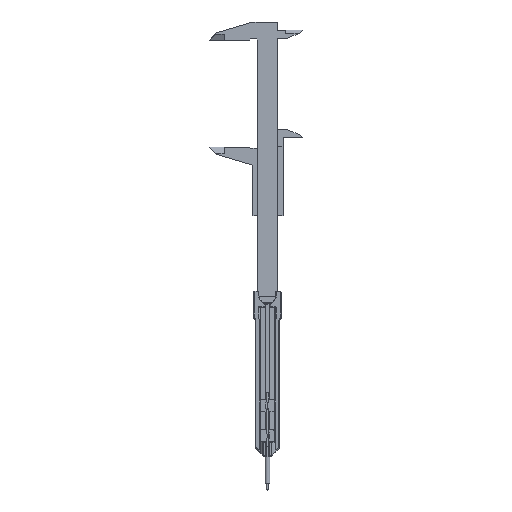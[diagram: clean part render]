
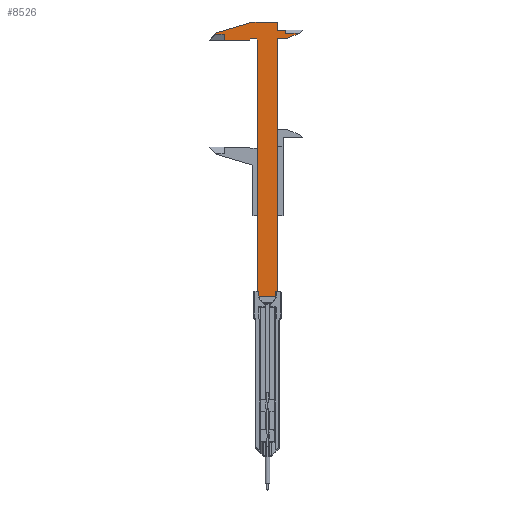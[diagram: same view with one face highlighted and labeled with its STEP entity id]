
A CAD part, top view. The second image highlights one B-rep face of the part: STEP entity #8526.
In plain terms, the highlighted planar face has unit normal (0, 0, 1).
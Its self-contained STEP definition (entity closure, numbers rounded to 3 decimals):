
#29=FACE_BOUND('',#1447,.T.);
#522=CIRCLE('',#9296,0.2);
#524=CIRCLE('',#9300,0.2);
#525=CIRCLE('',#9301,0.2);
#526=CIRCLE('',#9302,0.2);
#527=CIRCLE('',#9303,0.2);
#528=CIRCLE('',#9304,0.2);
#970=FACE_OUTER_BOUND('',#1446,.T.);
#1446=EDGE_LOOP('',(#7412,#7413,#7414,#7415,#7416,#7417,#7418,#7419,#7420,
#7421,#7422,#7423,#7424,#7425,#7426,#7427,#7428,#7429,#7430,#7431));
#1447=EDGE_LOOP('',(#7432,#7433,#7434,#7435,#7436,#7437,#7438,#7439));
#2259=LINE('',#14684,#3115);
#2266=LINE('',#14698,#3122);
#2267=LINE('',#14700,#3123);
#2268=LINE('',#14702,#3124);
#2269=LINE('',#14704,#3125);
#2270=LINE('',#14706,#3126);
#2271=LINE('',#14708,#3127);
#2272=LINE('',#14710,#3128);
#2273=LINE('',#14712,#3129);
#2274=LINE('',#14714,#3130);
#2275=LINE('',#14716,#3131);
#2276=LINE('',#14718,#3132);
#2277=LINE('',#14720,#3133);
#2278=LINE('',#14722,#3134);
#2279=LINE('',#14724,#3135);
#2280=LINE('',#14726,#3136);
#2281=LINE('',#14728,#3137);
#2282=LINE('',#14730,#3138);
#2283=LINE('',#14734,#3139);
#2284=LINE('',#14738,#3140);
#2285=LINE('',#14742,#3141);
#2286=LINE('',#14746,#3142);
#3115=VECTOR('',#11393,10.);
#3122=VECTOR('',#11402,10.);
#3123=VECTOR('',#11403,10.);
#3124=VECTOR('',#11404,10.);
#3125=VECTOR('',#11405,10.);
#3126=VECTOR('',#11406,10.);
#3127=VECTOR('',#11407,10.);
#3128=VECTOR('',#11408,10.);
#3129=VECTOR('',#11409,10.);
#3130=VECTOR('',#11410,10.);
#3131=VECTOR('',#11411,10.);
#3132=VECTOR('',#11412,10.);
#3133=VECTOR('',#11413,10.);
#3134=VECTOR('',#11414,10.);
#3135=VECTOR('',#11415,10.);
#3136=VECTOR('',#11416,10.);
#3137=VECTOR('',#11417,10.);
#3138=VECTOR('',#11418,10.);
#3139=VECTOR('',#11421,10.);
#3140=VECTOR('',#11424,10.);
#3141=VECTOR('',#11427,10.);
#3142=VECTOR('',#11430,10.);
#3962=VERTEX_POINT('',#14674);
#3963=VERTEX_POINT('',#14675);
#3966=VERTEX_POINT('',#14683);
#3972=VERTEX_POINT('',#14697);
#3973=VERTEX_POINT('',#14699);
#3974=VERTEX_POINT('',#14701);
#3975=VERTEX_POINT('',#14703);
#3976=VERTEX_POINT('',#14705);
#3977=VERTEX_POINT('',#14707);
#3978=VERTEX_POINT('',#14709);
#3979=VERTEX_POINT('',#14711);
#3980=VERTEX_POINT('',#14713);
#3981=VERTEX_POINT('',#14715);
#3982=VERTEX_POINT('',#14717);
#3983=VERTEX_POINT('',#14719);
#3984=VERTEX_POINT('',#14721);
#3985=VERTEX_POINT('',#14723);
#3986=VERTEX_POINT('',#14725);
#3987=VERTEX_POINT('',#14727);
#3988=VERTEX_POINT('',#14729);
#3989=VERTEX_POINT('',#14732);
#3990=VERTEX_POINT('',#14733);
#3991=VERTEX_POINT('',#14735);
#3992=VERTEX_POINT('',#14737);
#3993=VERTEX_POINT('',#14739);
#3994=VERTEX_POINT('',#14741);
#3995=VERTEX_POINT('',#14743);
#3996=VERTEX_POINT('',#14745);
#5136=EDGE_CURVE('',#3962,#3963,#522,.T.);
#5140=EDGE_CURVE('',#3963,#3966,#2259,.T.);
#5147=EDGE_CURVE('',#3972,#3962,#2266,.T.);
#5148=EDGE_CURVE('',#3972,#3973,#2267,.T.);
#5149=EDGE_CURVE('',#3973,#3974,#2268,.T.);
#5150=EDGE_CURVE('',#3975,#3974,#2269,.T.);
#5151=EDGE_CURVE('',#3976,#3975,#2270,.T.);
#5152=EDGE_CURVE('',#3976,#3977,#2271,.T.);
#5153=EDGE_CURVE('',#3978,#3977,#2272,.T.);
#5154=EDGE_CURVE('',#3979,#3978,#2273,.F.);
#5155=EDGE_CURVE('',#3979,#3980,#2274,.T.);
#5156=EDGE_CURVE('',#3980,#3981,#2275,.T.);
#5157=EDGE_CURVE('',#3982,#3981,#2276,.T.);
#5158=EDGE_CURVE('',#3983,#3982,#2277,.T.);
#5159=EDGE_CURVE('',#3983,#3984,#2278,.T.);
#5160=EDGE_CURVE('',#3985,#3984,#2279,.T.);
#5161=EDGE_CURVE('',#3985,#3986,#2280,.T.);
#5162=EDGE_CURVE('',#3987,#3986,#2281,.T.);
#5163=EDGE_CURVE('',#3988,#3987,#2282,.T.);
#5164=EDGE_CURVE('',#3966,#3988,#524,.T.);
#5165=EDGE_CURVE('',#3989,#3990,#2283,.T.);
#5166=EDGE_CURVE('',#3991,#3990,#525,.F.);
#5167=EDGE_CURVE('',#3991,#3992,#2284,.T.);
#5168=EDGE_CURVE('',#3993,#3992,#526,.F.);
#5169=EDGE_CURVE('',#3993,#3994,#2285,.T.);
#5170=EDGE_CURVE('',#3995,#3994,#527,.F.);
#5171=EDGE_CURVE('',#3995,#3996,#2286,.T.);
#5172=EDGE_CURVE('',#3989,#3996,#528,.F.);
#7412=ORIENTED_EDGE('',*,*,#5136,.F.);
#7413=ORIENTED_EDGE('',*,*,#5147,.F.);
#7414=ORIENTED_EDGE('',*,*,#5148,.T.);
#7415=ORIENTED_EDGE('',*,*,#5149,.T.);
#7416=ORIENTED_EDGE('',*,*,#5150,.F.);
#7417=ORIENTED_EDGE('',*,*,#5151,.F.);
#7418=ORIENTED_EDGE('',*,*,#5152,.T.);
#7419=ORIENTED_EDGE('',*,*,#5153,.F.);
#7420=ORIENTED_EDGE('',*,*,#5154,.F.);
#7421=ORIENTED_EDGE('',*,*,#5155,.T.);
#7422=ORIENTED_EDGE('',*,*,#5156,.T.);
#7423=ORIENTED_EDGE('',*,*,#5157,.F.);
#7424=ORIENTED_EDGE('',*,*,#5158,.F.);
#7425=ORIENTED_EDGE('',*,*,#5159,.T.);
#7426=ORIENTED_EDGE('',*,*,#5160,.F.);
#7427=ORIENTED_EDGE('',*,*,#5161,.T.);
#7428=ORIENTED_EDGE('',*,*,#5162,.F.);
#7429=ORIENTED_EDGE('',*,*,#5163,.F.);
#7430=ORIENTED_EDGE('',*,*,#5164,.F.);
#7431=ORIENTED_EDGE('',*,*,#5140,.F.);
#7432=ORIENTED_EDGE('',*,*,#5165,.T.);
#7433=ORIENTED_EDGE('',*,*,#5166,.F.);
#7434=ORIENTED_EDGE('',*,*,#5167,.T.);
#7435=ORIENTED_EDGE('',*,*,#5168,.F.);
#7436=ORIENTED_EDGE('',*,*,#5169,.T.);
#7437=ORIENTED_EDGE('',*,*,#5170,.F.);
#7438=ORIENTED_EDGE('',*,*,#5171,.T.);
#7439=ORIENTED_EDGE('',*,*,#5172,.F.);
#8072=PLANE('',#9299);
#8526=ADVANCED_FACE('',(#970,#29),#8072,.F.);
#9296=AXIS2_PLACEMENT_3D('',#14676,#11385,#11386);
#9299=AXIS2_PLACEMENT_3D('',#14696,#11400,#11401);
#9300=AXIS2_PLACEMENT_3D('',#14731,#11419,#11420);
#9301=AXIS2_PLACEMENT_3D('',#14736,#11422,#11423);
#9302=AXIS2_PLACEMENT_3D('',#14740,#11425,#11426);
#9303=AXIS2_PLACEMENT_3D('',#14744,#11428,#11429);
#9304=AXIS2_PLACEMENT_3D('',#14747,#11431,#11432);
#11385=DIRECTION('center_axis',(0.,0.,-1.));
#11386=DIRECTION('ref_axis',(0.707,-0.707,0.));
#11393=DIRECTION('',(-1.,0.,0.));
#11400=DIRECTION('center_axis',(0.,0.,-1.));
#11401=DIRECTION('ref_axis',(0.,1.,0.));
#11402=DIRECTION('',(0.,-1.,0.));
#11403=DIRECTION('',(1.,0.,0.));
#11404=DIRECTION('',(0.931,0.364,0.));
#11405=DIRECTION('',(1.,0.,0.));
#11406=DIRECTION('',(0.,-1.,0.));
#11407=DIRECTION('',(-1.,0.,0.));
#11408=DIRECTION('',(0.,-1.,0.));
#11409=DIRECTION('',(-1.,0.,0.));
#11410=DIRECTION('',(-0.958,-0.287,0.));
#11411=DIRECTION('',(-0.707,-0.707,0.));
#11412=DIRECTION('',(-1.,0.,0.));
#11413=DIRECTION('',(0.,1.,0.));
#11414=DIRECTION('',(1.,0.,0.));
#11415=DIRECTION('',(-0.707,-0.707,0.));
#11416=DIRECTION('',(1.,0.,0.));
#11417=DIRECTION('',(-0.707,0.707,0.));
#11418=DIRECTION('',(0.,1.,0.));
#11419=DIRECTION('center_axis',(0.,0.,-1.));
#11420=DIRECTION('ref_axis',(-0.707,-0.707,0.));
#11421=DIRECTION('',(1.,0.,0.));
#11422=DIRECTION('center_axis',(0.,0.,-1.));
#11423=DIRECTION('ref_axis',(0.707,0.707,0.));
#11424=DIRECTION('',(0.,-1.,0.));
#11425=DIRECTION('center_axis',(0.,0.,-1.));
#11426=DIRECTION('ref_axis',(0.707,-0.707,0.));
#11427=DIRECTION('',(-1.,0.,0.));
#11428=DIRECTION('center_axis',(0.,0.,-1.));
#11429=DIRECTION('ref_axis',(-0.707,-0.707,0.));
#11430=DIRECTION('',(0.,1.,0.));
#11431=DIRECTION('center_axis',(0.,0.,-1.));
#11432=DIRECTION('ref_axis',(-0.707,0.707,0.));
#14674=CARTESIAN_POINT('',(8.01,119.2,7.75));
#14675=CARTESIAN_POINT('',(7.81,119.,7.75));
#14676=CARTESIAN_POINT('Origin',(7.81,119.2,7.75));
#14683=CARTESIAN_POINT('',(-7.79,119.,7.75));
#14684=CARTESIAN_POINT('',(0.01,119.,7.75));
#14696=CARTESIAN_POINT('Origin',(0.01,126.5,7.75));
#14697=CARTESIAN_POINT('',(8.01,340.,7.75));
#14698=CARTESIAN_POINT('',(8.01,126.5,7.75));
#14699=CARTESIAN_POINT('',(15.01,340.,7.75));
#14700=CARTESIAN_POINT('',(13.01,340.,7.75));
#14701=CARTESIAN_POINT('',(26.51,344.5,7.75));
#14702=CARTESIAN_POINT('',(15.01,340.,7.75));
#14703=CARTESIAN_POINT('',(15.01,344.5,7.75));
#14704=CARTESIAN_POINT('',(14.51,344.5,7.75));
#14705=CARTESIAN_POINT('',(15.01,347.,7.75));
#14706=CARTESIAN_POINT('',(15.01,181.5,7.75));
#14707=CARTESIAN_POINT('',(8.01,347.,7.75));
#14708=CARTESIAN_POINT('',(13.01,347.,7.75));
#14709=CARTESIAN_POINT('',(8.01,354.,7.75));
#14710=CARTESIAN_POINT('',(8.01,126.5,7.75));
#14711=CARTESIAN_POINT('',(-11.99,354.,7.75));
#14712=CARTESIAN_POINT('',(0.01,354.,7.75));
#14713=CARTESIAN_POINT('',(-41.99,345.,7.75));
#14714=CARTESIAN_POINT('',(-41.99,345.,7.75));
#14715=CARTESIAN_POINT('',(-42.99,344.,7.75));
#14716=CARTESIAN_POINT('',(-47.99,339.,7.75));
#14717=CARTESIAN_POINT('',(-35.99,344.,7.75));
#14718=CARTESIAN_POINT('',(4.01,344.,7.75));
#14719=CARTESIAN_POINT('',(-35.99,339.,7.75));
#14720=CARTESIAN_POINT('',(-35.99,181.5,7.75));
#14721=CARTESIAN_POINT('',(-14.99,339.,7.75));
#14722=CARTESIAN_POINT('',(2.01,339.,7.75));
#14723=CARTESIAN_POINT('',(-13.99,340.,7.75));
#14724=CARTESIAN_POINT('',(-64.115,289.875,7.75));
#14725=CARTESIAN_POINT('',(-8.99,340.,7.75));
#14726=CARTESIAN_POINT('',(-1.24,340.,7.75));
#14727=CARTESIAN_POINT('',(-7.99,339.,7.75));
#14728=CARTESIAN_POINT('',(46.885,284.125,7.75));
#14729=CARTESIAN_POINT('',(-7.99,119.2,7.75));
#14730=CARTESIAN_POINT('',(-7.99,125.,7.75));
#14731=CARTESIAN_POINT('Origin',(-7.79,119.2,7.75));
#14732=CARTESIAN_POINT('',(-6.79,126.,7.75));
#14733=CARTESIAN_POINT('',(6.81,126.,7.75));
#14734=CARTESIAN_POINT('',(0.01,126.,7.75));
#14735=CARTESIAN_POINT('',(7.01,125.8,7.75));
#14736=CARTESIAN_POINT('Origin',(6.81,125.8,7.75));
#14737=CARTESIAN_POINT('',(7.01,121.2,7.75));
#14738=CARTESIAN_POINT('',(7.01,123.5,7.75));
#14739=CARTESIAN_POINT('',(6.81,121.,7.75));
#14740=CARTESIAN_POINT('Origin',(6.81,121.2,7.75));
#14741=CARTESIAN_POINT('',(-6.79,121.,7.75));
#14742=CARTESIAN_POINT('',(0.01,121.,7.75));
#14743=CARTESIAN_POINT('',(-6.99,121.2,7.75));
#14744=CARTESIAN_POINT('Origin',(-6.79,121.2,7.75));
#14745=CARTESIAN_POINT('',(-6.99,125.8,7.75));
#14746=CARTESIAN_POINT('',(-6.99,123.5,7.75));
#14747=CARTESIAN_POINT('Origin',(-6.79,125.8,7.75));
